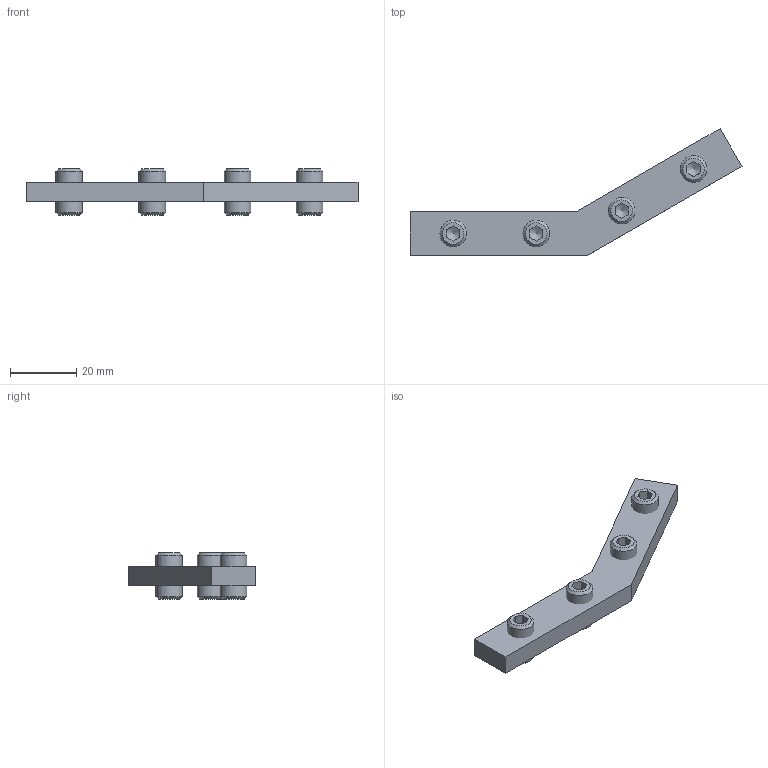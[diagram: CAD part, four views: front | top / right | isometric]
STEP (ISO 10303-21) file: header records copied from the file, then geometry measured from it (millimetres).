
FILE_DESCRIPTION((''),'2;1');
FILE_NAME('321330.ipt.stp','2010-09-05T12:23:34',(''),(''),'Autodesk Inventor 2010','Autodesk Inventor 2010','');
FILE_SCHEMA(('AUTOMOTIVE_DESIGN { 1 0 10303 214 1 1 1 1 }'));
Length unit declared in the file: millimetre
Products named in the file (1): 321330
Bounding box: 99.9 x 38.2 x 14 mm (x, y, z)
Volume: 9820.9 mm3; surface area: 6363 mm2
Topology: 5 solids, 5 shells, 60 faces, 142 edges, 92 vertices
Faces by surface type: plane 40, cone 12, bspline 4, cylinder 4
Full cylindrical faces by diameter (mm): 8 x4
Entity records: 1683 total; most frequent: CARTESIAN_POINT 375, DIRECTION 228, ORIENTED_EDGE 228, EDGE_CURVE 114, EDGE_LOOP 88, VERTEX_POINT 84, AXIS2_PLACEMENT_3D 81, VECTOR 66
